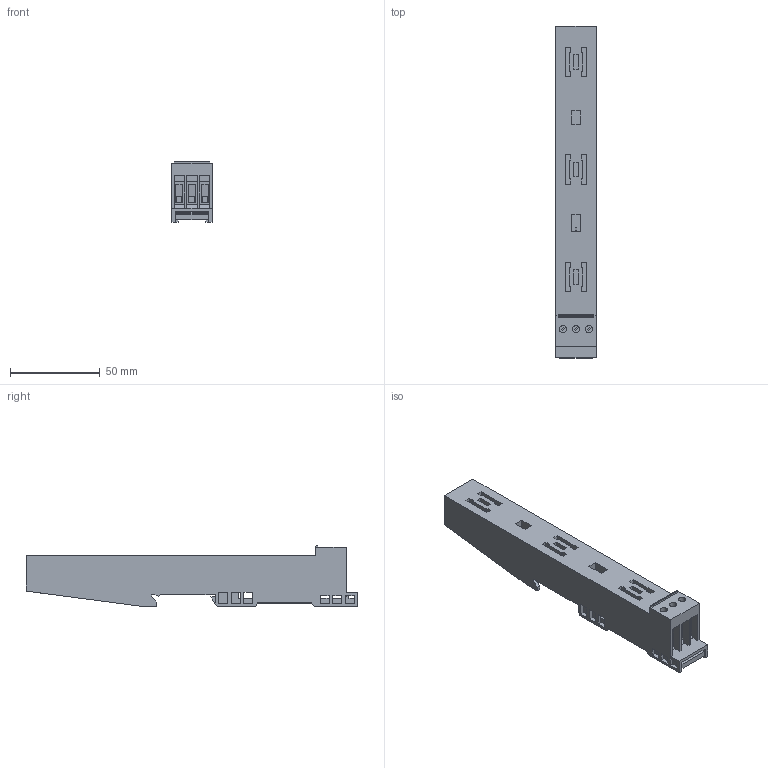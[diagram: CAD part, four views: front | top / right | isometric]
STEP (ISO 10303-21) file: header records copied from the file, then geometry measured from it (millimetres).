
FILE_DESCRIPTION(('Creo Elements/Direct Modeling STEP Export'),'2;1');
FILE_NAME('model.stp','2020-11-10T14:04:45',(''),(''),'Creo Elements/Direct Modeling STEP processor for AP214 (Solid Model)','Creo Elements/Direct Modeling 20.1A 29-Sep-2018 (C) Parametric Technology GmbH','');
FILE_SCHEMA(('AUTOMOTIVE_DESIGN { 1 0 10303 214 1 1 1 1 }'));
Length unit declared in the file: millimetre
Products named in the file (2): EM_RM-ADAPTER-select
Assembly tree (1 placements, depth 2):
  EM_RM-ADAPTER-select
    EM_RM-ADAPTER-select
Bounding box: 22.5 x 185.06 x 34 mm (x, y, z)
Volume: 82010.2 mm3; surface area: 31883.7 mm2
Topology: 1 solids, 1 shells, 409 faces, 1219 edges, 803 vertices
Faces by surface type: plane 395, cylinder 12, extrusion 2
Entity records: 15883 total; most frequent: ORIENTED_EDGE 2438, CARTESIAN_POINT 2330, DIRECTION 1721, EDGE_CURVE 1219, VECTOR 1037, LINE 1035, VERTEX_POINT 803, EDGE_LOOP 442
